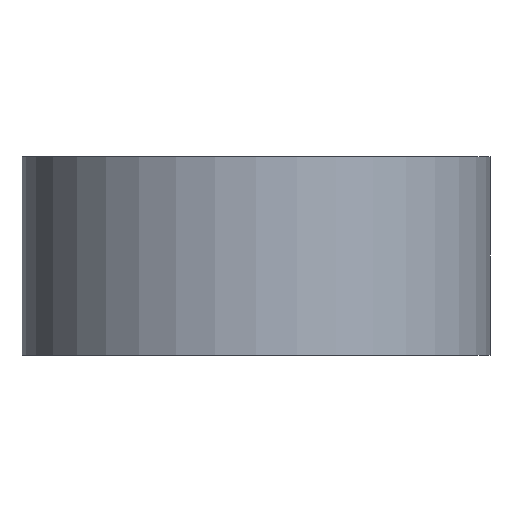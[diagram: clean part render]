
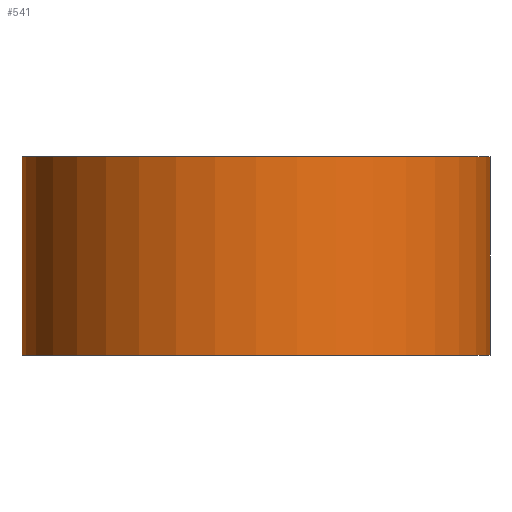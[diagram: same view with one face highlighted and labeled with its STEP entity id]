
A CAD part, front view. The second image highlights one B-rep face of the part: STEP entity #541.
In plain terms, the highlighted cylindrical face has radius 18.682 mm (diameter 37.363 mm), a partial arc.
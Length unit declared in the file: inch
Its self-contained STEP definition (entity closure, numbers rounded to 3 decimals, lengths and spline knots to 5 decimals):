
#20 = DIRECTION ( 'NONE',  ( 0., 0., -1. ) ) ;
#25 = EDGE_CURVE ( 'NONE', #102, #103, #137, .T. ) ;
#26 = CARTESIAN_POINT ( 'NONE',  ( -0.048, -1.843, 0.3125 ) ) ;
#50 = DIRECTION ( 'NONE',  ( 1., 0., 0. ) ) ;
#53 = DIRECTION ( 'NONE',  ( 0., 0., -1. ) ) ;
#56 = DIRECTION ( 'NONE',  ( 1., 0., 0. ) ) ;
#84 = VECTOR ( 'NONE', #528, 39.37008 ) ;
#102 = VERTEX_POINT ( 'NONE', #479 ) ;
#103 = VERTEX_POINT ( 'NONE', #470 ) ;
#110 = DIRECTION ( 'NONE',  ( 0., 0., -1. ) ) ;
#118 = CARTESIAN_POINT ( 'NONE',  ( -0.048, -1.843, -0.3125 ) ) ;
#137 = LINE ( 'NONE', #491, #84 ) ;
#150 = CARTESIAN_POINT ( 'NONE',  ( 0.6875, -1.843, 0.3125 ) ) ;
#153 = FACE_OUTER_BOUND ( 'NONE', #386, .T. ) ;
#177 = ORIENTED_EDGE ( 'NONE', *, *, #538, .T. ) ;
#200 = EDGE_CURVE ( 'NONE', #103, #336, #411, .T. ) ;
#203 = VERTEX_POINT ( 'NONE', #366 ) ;
#257 = ORIENTED_EDGE ( 'NONE', *, *, #348, .T. ) ;
#336 = VERTEX_POINT ( 'NONE', #118 ) ;
#348 = EDGE_CURVE ( 'NONE', #102, #203, #481, .T. ) ;
#366 = CARTESIAN_POINT ( 'NONE',  ( -0.048, -1.843, 0.3125 ) ) ;
#381 = LINE ( 'NONE', #26, #426 ) ;
#385 = CARTESIAN_POINT ( 'NONE',  ( 0.6875, -1.843, 0.3125 ) ) ;
#386 = EDGE_LOOP ( 'NONE', ( #519, #389, #257, #177 ) ) ;
#389 = ORIENTED_EDGE ( 'NONE', *, *, #25, .F. ) ;
#411 = CIRCLE ( 'NONE', #482, 0.7355 ) ;
#423 = DIRECTION ( 'NONE',  ( 0., 0., -1. ) ) ;
#426 = VECTOR ( 'NONE', #423, 39.37008 ) ;
#446 = AXIS2_PLACEMENT_3D ( 'NONE', #385, #20, #56 ) ;
#470 = CARTESIAN_POINT ( 'NONE',  ( 0.6875, -1.1075, -0.3125 ) ) ;
#479 = CARTESIAN_POINT ( 'NONE',  ( 0.6875, -1.1075, 0.3125 ) ) ;
#481 = CIRCLE ( 'NONE', #446, 0.7355 ) ;
#482 = AXIS2_PLACEMENT_3D ( 'NONE', #512, #53, #50 ) ;
#487 = CYLINDRICAL_SURFACE ( 'NONE', #536, 0.7355 ) ;
#491 = CARTESIAN_POINT ( 'NONE',  ( 0.6875, -1.1075, 0.3125 ) ) ;
#504 = DIRECTION ( 'NONE',  ( -1., 0., 0. ) ) ;
#512 = CARTESIAN_POINT ( 'NONE',  ( 0.6875, -1.843, -0.3125 ) ) ;
#519 = ORIENTED_EDGE ( 'NONE', *, *, #200, .F. ) ;
#528 = DIRECTION ( 'NONE',  ( 0., 0., -1. ) ) ;
#536 = AXIS2_PLACEMENT_3D ( 'NONE', #150, #110, #504 ) ;
#538 = EDGE_CURVE ( 'NONE', #203, #336, #381, .T. ) ;
#541 = ADVANCED_FACE ( 'NONE', ( #153 ), #487, .T. ) ;
